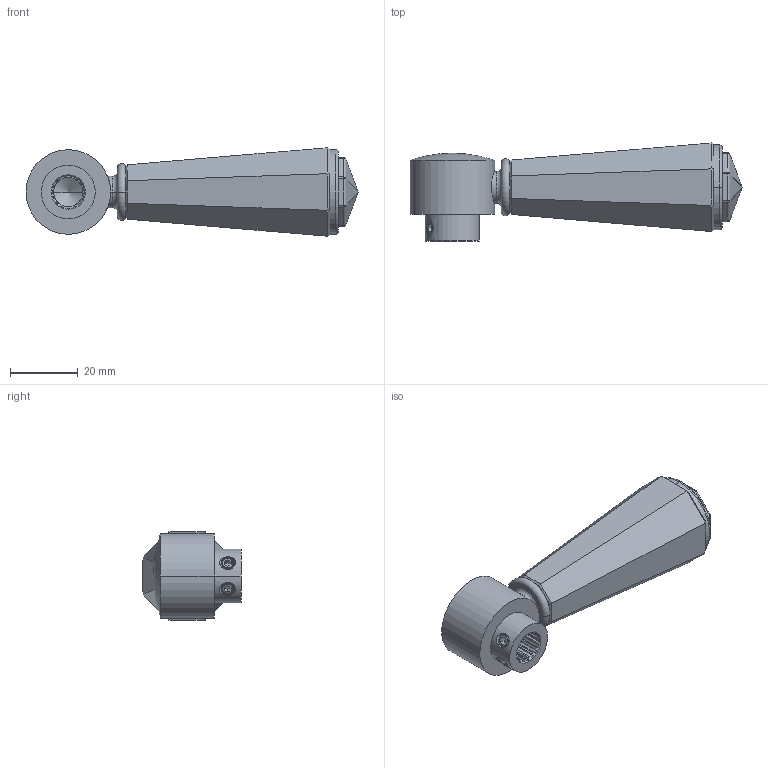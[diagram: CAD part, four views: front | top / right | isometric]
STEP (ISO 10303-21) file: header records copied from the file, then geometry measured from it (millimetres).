
FILE_DESCRIPTION((''),'2;1');
FILE_NAME('2-876_ASM','2020-01-08T09:20:10',('rsmith'),(''),'CREO PARAMETRIC BY PTC INC, 2018400','CREO PARAMETRIC BY PTC INC, 2018400','');
FILE_SCHEMA(('CONFIG_CONTROL_DESIGN'));
Length unit declared in the file: inch
Products named in the file (8): 10956; 92000; 12114; 92025; 12303; 12116; 12144; 2-876_ASM
Assembly tree (9 placements, depth 2):
  2-876_ASM
    10956
    92000  x2
    12114
    92025  x2
    12303
    12116
    12144
Bounding box: 97.74 x 28.86 x 26.08 mm (x, y, z)
Volume: 32868 mm3; surface area: 18488.3 mm2
Topology: 9 solids, 14 shells, 647 faces, 1670 edges, 1039 vertices
Faces by surface type: cylinder 214, plane 210, bspline 119, cone 50, sphere 42, torus 12
Entity records: 42914 total; most frequent: CARTESIAN_POINT 30243, ORIENTED_EDGE 2817, DIRECTION 2211, EDGE_CURVE 1424, VERTEX_POINT 896, AXIS2_PLACEMENT_3D 818, EDGE_LOOP 588, VECTOR 575
